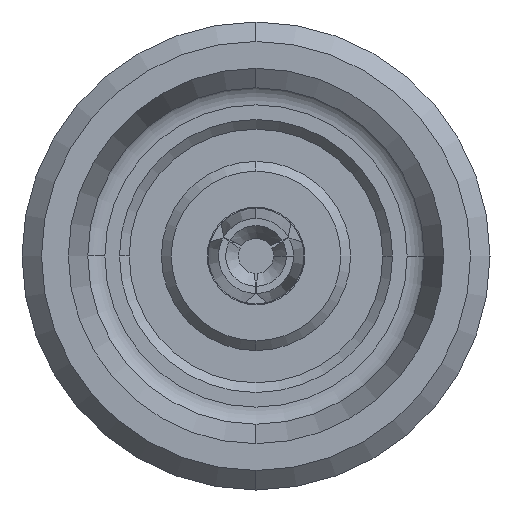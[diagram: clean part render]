
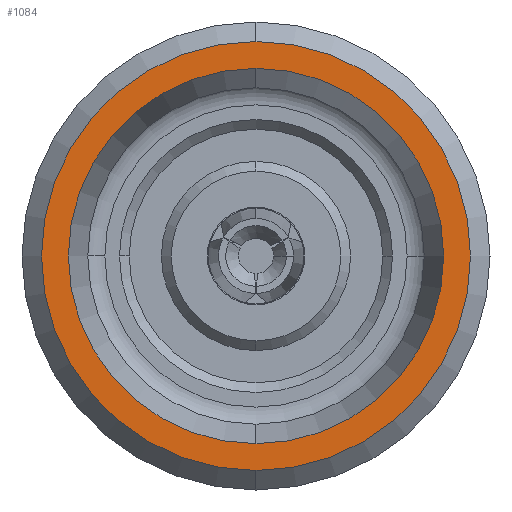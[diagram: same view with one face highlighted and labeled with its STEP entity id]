
A CAD part, left-side view. The second image highlights one B-rep face of the part: STEP entity #1084.
In plain terms, the highlighted planar face has unit normal (-1, 0, 0).
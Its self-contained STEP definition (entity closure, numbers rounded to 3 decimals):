
#186 = FACE_OUTER_BOUND ( 'NONE', #310, .T. ) ;
#189 = FACE_BOUND ( 'NONE', #311, .T. ) ;
#310 = EDGE_LOOP ( 'NONE', ( #2094, #2055 ) ) ;
#311 = EDGE_LOOP ( 'NONE', ( #2238, #2066 ) ) ;
#572 = AXIS2_PLACEMENT_3D ( 'NONE', #1918, #1920, #1919 ) ;
#646 = CARTESIAN_POINT ( 'NONE',  ( -7.53, 0., -2.2 ) ) ;
#666 = CARTESIAN_POINT ( 'NONE',  ( -7.53, 0., -1.925 ) ) ;
#678 = CARTESIAN_POINT ( 'NONE',  ( -7.53, 0., 2.2 ) ) ;
#756 = CARTESIAN_POINT ( 'NONE',  ( -7.53, 0., 1.925 ) ) ;
#877 = CARTESIAN_POINT ( 'NONE',  ( -7.53, 0., 0. ) ) ;
#880 = DIRECTION ( 'NONE',  ( -1., 0., 0. ) ) ;
#882 = DIRECTION ( 'NONE',  ( 0., 0., -1. ) ) ;
#976 = CARTESIAN_POINT ( 'NONE',  ( -7.53, 0., 0. ) ) ;
#979 = DIRECTION ( 'NONE',  ( 1., 0., 0. ) ) ;
#980 = DIRECTION ( 'NONE',  ( 0., 0., 1. ) ) ;
#1084 = ADVANCED_FACE ( 'NONE', ( #189, #186 ), #1914, .T. ) ;
#1167 = EDGE_CURVE ( 'NONE', #2174, #2172, #2834, .T. ) ;
#1171 = EDGE_CURVE ( 'NONE', #2043, #2040, #2532, .T. ) ;
#1269 = EDGE_CURVE ( 'NONE', #2172, #2174, #2702, .T. ) ;
#1292 = EDGE_CURVE ( 'NONE', #2040, #2043, #2660, .T. ) ;
#1524 = DIRECTION ( 'NONE',  ( 0., 0., 1. ) ) ;
#1531 = DIRECTION ( 'NONE',  ( 1., 0., 0. ) ) ;
#1532 = CARTESIAN_POINT ( 'NONE',  ( -7.53, 0., 0. ) ) ;
#1837 = CARTESIAN_POINT ( 'NONE',  ( -7.53, 0., 0. ) ) ;
#1838 = DIRECTION ( 'NONE',  ( -1., 0., 0. ) ) ;
#1839 = DIRECTION ( 'NONE',  ( 0., 0., -1. ) ) ;
#1914 = PLANE ( 'NONE',  #572 ) ;
#1918 = CARTESIAN_POINT ( 'NONE',  ( -7.53, -2.226, -2.226 ) ) ;
#1919 = DIRECTION ( 'NONE',  ( 0., 0., 1. ) ) ;
#1920 = DIRECTION ( 'NONE',  ( -1., 0., 0. ) ) ;
#2040 = VERTEX_POINT ( 'NONE', #666 ) ;
#2043 = VERTEX_POINT ( 'NONE', #756 ) ;
#2055 = ORIENTED_EDGE ( 'NONE', *, *, #1167, .T. ) ;
#2066 = ORIENTED_EDGE ( 'NONE', *, *, #1292, .T. ) ;
#2094 = ORIENTED_EDGE ( 'NONE', *, *, #1269, .T. ) ;
#2172 = VERTEX_POINT ( 'NONE', #646 ) ;
#2174 = VERTEX_POINT ( 'NONE', #678 ) ;
#2238 = ORIENTED_EDGE ( 'NONE', *, *, #1171, .T. ) ;
#2532 = CIRCLE ( 'NONE', #2827, 1.925 ) ;
#2657 = AXIS2_PLACEMENT_3D ( 'NONE', #976, #979, #980 ) ;
#2660 = CIRCLE ( 'NONE', #2657, 1.925 ) ;
#2694 = AXIS2_PLACEMENT_3D ( 'NONE', #877, #880, #882 ) ;
#2702 = CIRCLE ( 'NONE', #2694, 2.2 ) ;
#2827 = AXIS2_PLACEMENT_3D ( 'NONE', #1532, #1531, #1524 ) ;
#2834 = CIRCLE ( 'NONE', #2838, 2.2 ) ;
#2838 = AXIS2_PLACEMENT_3D ( 'NONE', #1837, #1838, #1839 ) ;
